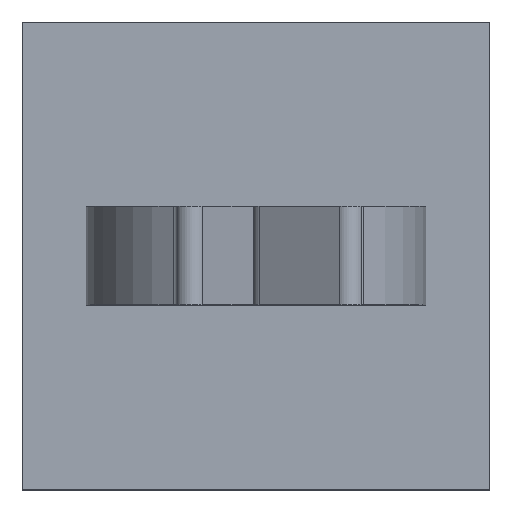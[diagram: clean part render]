
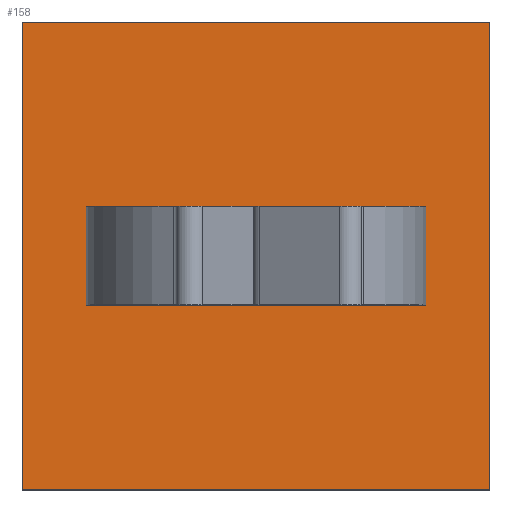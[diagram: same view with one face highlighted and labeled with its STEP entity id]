
A CAD part, top view. The second image highlights one B-rep face of the part: STEP entity #158.
In plain terms, the highlighted planar face has unit normal (0, 0, 1).
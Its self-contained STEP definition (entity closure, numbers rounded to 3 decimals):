
#158 = ADVANCED_FACE( '', ( #297, #298 ), #299, .T. );
#297 = FACE_BOUND( '', #435, .T. );
#298 = FACE_OUTER_BOUND( '', #436, .T. );
#299 = PLANE( '', #437 );
#435 = EDGE_LOOP( '', ( #659, #660, #661, #662 ) );
#436 = EDGE_LOOP( '', ( #663, #664, #665, #666 ) );
#437 = AXIS2_PLACEMENT_3D( '', #667, #668, #669 );
#659 = ORIENTED_EDGE( '', *, *, #905, .T. );
#660 = ORIENTED_EDGE( '', *, *, #964, .T. );
#661 = ORIENTED_EDGE( '', *, *, #965, .F. );
#662 = ORIENTED_EDGE( '', *, *, #966, .F. );
#663 = ORIENTED_EDGE( '', *, *, #967, .T. );
#664 = ORIENTED_EDGE( '', *, *, #968, .T. );
#665 = ORIENTED_EDGE( '', *, *, #951, .T. );
#666 = ORIENTED_EDGE( '', *, *, #969, .T. );
#667 = CARTESIAN_POINT( '', ( 0., 0., 1.7 ) );
#668 = DIRECTION( '', ( 0., 0., 1. ) );
#669 = DIRECTION( '', ( 1., 0., 0. ) );
#905 = EDGE_CURVE( '', #1067, #1065, #1068, .T. );
#951 = EDGE_CURVE( '', #1143, #1141, #1144, .T. );
#964 = EDGE_CURVE( '', #1065, #1161, #1162, .T. );
#965 = EDGE_CURVE( '', #1163, #1161, #1164, .T. );
#966 = EDGE_CURVE( '', #1067, #1163, #1165, .T. );
#967 = EDGE_CURVE( '', #1166, #1167, #1168, .T. );
#968 = EDGE_CURVE( '', #1167, #1143, #1169, .T. );
#969 = EDGE_CURVE( '', #1141, #1166, #1170, .T. );
#1065 = VERTEX_POINT( '', #1285 );
#1067 = VERTEX_POINT( '', #1288 );
#1068 = LINE( '', #1289, #1290 );
#1141 = VERTEX_POINT( '', #1393 );
#1143 = VERTEX_POINT( '', #1396 );
#1144 = LINE( '', #1397, #1398 );
#1161 = VERTEX_POINT( '', #1422 );
#1162 = LINE( '', #1423, #1424 );
#1163 = VERTEX_POINT( '', #1425 );
#1164 = LINE( '', #1426, #1427 );
#1165 = LINE( '', #1428, #1429 );
#1166 = VERTEX_POINT( '', #1430 );
#1167 = VERTEX_POINT( '', #1431 );
#1168 = LINE( '', #1432, #1433 );
#1169 = LINE( '', #1434, #1435 );
#1170 = LINE( '', #1436, #1437 );
#1285 = CARTESIAN_POINT( '', ( -3.45, -1., 1.7 ) );
#1288 = CARTESIAN_POINT( '', ( 3.45, -1., 1.7 ) );
#1289 = CARTESIAN_POINT( '', ( 2.45, -1., 1.7 ) );
#1290 = VECTOR( '', #1564, 1000. );
#1393 = CARTESIAN_POINT( '', ( 4.75, 4.75, 1.7 ) );
#1396 = CARTESIAN_POINT( '', ( 4.75, -4.75, 1.7 ) );
#1397 = CARTESIAN_POINT( '', ( 4.75, -4.75, 1.7 ) );
#1398 = VECTOR( '', #1611, 1000. );
#1422 = CARTESIAN_POINT( '', ( -3.45, 1., 1.7 ) );
#1423 = CARTESIAN_POINT( '', ( -3.45, -1., 1.7 ) );
#1424 = VECTOR( '', #1622, 1000. );
#1425 = CARTESIAN_POINT( '', ( 3.45, 1., 1.7 ) );
#1426 = CARTESIAN_POINT( '', ( -3.45, 1., 1.7 ) );
#1427 = VECTOR( '', #1623, 1000. );
#1428 = CARTESIAN_POINT( '', ( 3.45, -1., 1.7 ) );
#1429 = VECTOR( '', #1624, 1000. );
#1430 = CARTESIAN_POINT( '', ( -4.75, 4.75, 1.7 ) );
#1431 = CARTESIAN_POINT( '', ( -4.75, -4.75, 1.7 ) );
#1432 = CARTESIAN_POINT( '', ( -4.75, 4.75, 1.7 ) );
#1433 = VECTOR( '', #1625, 1000. );
#1434 = CARTESIAN_POINT( '', ( -4.75, -4.75, 1.7 ) );
#1435 = VECTOR( '', #1626, 1000. );
#1436 = CARTESIAN_POINT( '', ( 4.75, 4.75, 1.7 ) );
#1437 = VECTOR( '', #1627, 1000. );
#1564 = DIRECTION( '', ( -1., 0., 0. ) );
#1611 = DIRECTION( '', ( 0., 1., 0. ) );
#1622 = DIRECTION( '', ( 0., 1., 0. ) );
#1623 = DIRECTION( '', ( -1., 0., 0. ) );
#1624 = DIRECTION( '', ( 0., 1., 0. ) );
#1625 = DIRECTION( '', ( 0., -1., 0. ) );
#1626 = DIRECTION( '', ( 1., 0., 0. ) );
#1627 = DIRECTION( '', ( -1., 0., 0. ) );
